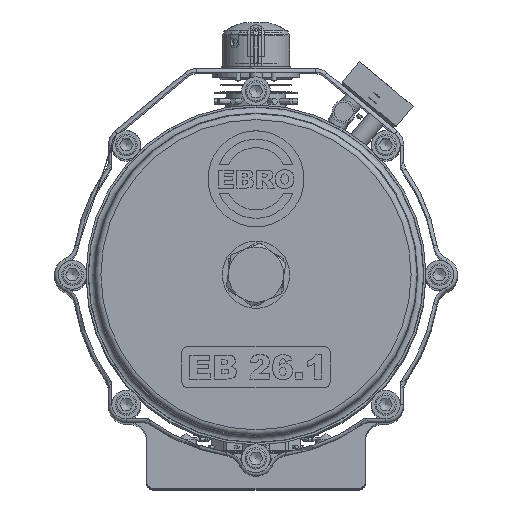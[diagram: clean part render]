
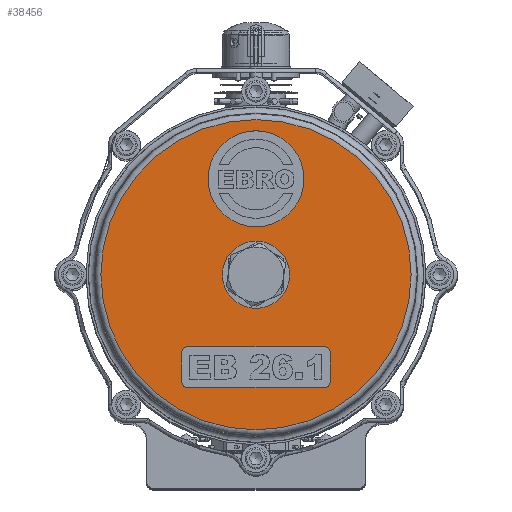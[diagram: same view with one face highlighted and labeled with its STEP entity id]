
A CAD part, top view. The second image highlights one B-rep face of the part: STEP entity #38456.
In plain terms, the highlighted planar face has unit normal (0, 0, 1).
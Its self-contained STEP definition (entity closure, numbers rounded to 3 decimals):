
#1508=LINE('',#67353,#3663);
#1514=LINE('',#67365,#3669);
#1656=LINE('',#68316,#3811);
#1660=LINE('',#68331,#3815);
#3663=VECTOR('',#48077,10.);
#3669=VECTOR('',#48085,10.);
#3811=VECTOR('',#48321,10.);
#3815=VECTOR('',#48339,10.);
#7355=FACE_BOUND('',#12491,.T.);
#7356=FACE_BOUND('',#12492,.T.);
#7357=FACE_BOUND('',#12493,.T.);
#9575=FACE_OUTER_BOUND('',#12490,.T.);
#12490=EDGE_LOOP('',(#32262));
#12491=EDGE_LOOP('',(#32263,#32264,#32265,#32266,#32267,#32268,#32269,#32270));
#12492=EDGE_LOOP('',(#32271));
#12493=EDGE_LOOP('',(#32272));
#13912=CIRCLE('',#40811,129.34);
#13916=CIRCLE('',#40818,40.);
#13926=CIRCLE('',#40925,5.);
#13928=CIRCLE('',#40929,5.);
#13930=CIRCLE('',#40932,5.);
#13932=CIRCLE('',#40937,5.);
#14648=CIRCLE('',#42308,28.);
#16583=VERTEX_POINT('',#66457);
#16591=VERTEX_POINT('',#66488);
#16730=VERTEX_POINT('',#67349);
#16732=VERTEX_POINT('',#67352);
#16735=VERTEX_POINT('',#67359);
#16737=VERTEX_POINT('',#67363);
#16873=VERTEX_POINT('',#68309);
#16874=VERTEX_POINT('',#68313);
#16877=VERTEX_POINT('',#68324);
#16878=VERTEX_POINT('',#68328);
#17850=VERTEX_POINT('',#77722);
#20613=EDGE_CURVE('',#16583,#16583,#13912,.T.);
#20621=EDGE_CURVE('',#16591,#16591,#13916,.T.);
#20830=EDGE_CURVE('',#16732,#16730,#1508,.T.);
#20836=EDGE_CURVE('',#16735,#16737,#1514,.T.);
#21042=EDGE_CURVE('',#16873,#16737,#13926,.T.);
#21044=EDGE_CURVE('',#16873,#16874,#1656,.T.);
#21047=EDGE_CURVE('',#16732,#16874,#13928,.T.);
#21050=EDGE_CURVE('',#16877,#16730,#13930,.T.);
#21052=EDGE_CURVE('',#16877,#16878,#1660,.T.);
#21055=EDGE_CURVE('',#16735,#16878,#13932,.T.);
#22752=EDGE_CURVE('',#17850,#17850,#14648,.T.);
#32262=ORIENTED_EDGE('',*,*,#20613,.F.);
#32263=ORIENTED_EDGE('',*,*,#20836,.T.);
#32264=ORIENTED_EDGE('',*,*,#21042,.F.);
#32265=ORIENTED_EDGE('',*,*,#21044,.T.);
#32266=ORIENTED_EDGE('',*,*,#21047,.F.);
#32267=ORIENTED_EDGE('',*,*,#20830,.T.);
#32268=ORIENTED_EDGE('',*,*,#21050,.F.);
#32269=ORIENTED_EDGE('',*,*,#21052,.T.);
#32270=ORIENTED_EDGE('',*,*,#21055,.F.);
#32271=ORIENTED_EDGE('',*,*,#20621,.T.);
#32272=ORIENTED_EDGE('',*,*,#22752,.T.);
#34142=PLANE('',#42307);
#38456=ADVANCED_FACE('',(#9575,#7355,#7356,#7357),#34142,.F.);
#40811=AXIS2_PLACEMENT_3D('',#66458,#47799,#47800);
#40818=AXIS2_PLACEMENT_3D('',#66489,#47813,#47814);
#40925=AXIS2_PLACEMENT_3D('',#68311,#48316,#48317);
#40929=AXIS2_PLACEMENT_3D('',#68320,#48327,#48328);
#40932=AXIS2_PLACEMENT_3D('',#68326,#48334,#48335);
#40937=AXIS2_PLACEMENT_3D('',#68336,#48347,#48348);
#42307=AXIS2_PLACEMENT_3D('',#77721,#51660,#51661);
#42308=AXIS2_PLACEMENT_3D('',#77723,#51662,#51663);
#47799=DIRECTION('center_axis',(0.,0.,-1.));
#47800=DIRECTION('ref_axis',(-1.,0.,0.));
#47813=DIRECTION('center_axis',(0.,0.,-1.));
#47814=DIRECTION('ref_axis',(-1.,0.,0.));
#48077=DIRECTION('',(0.,-1.,0.));
#48085=DIRECTION('',(0.,1.,0.));
#48316=DIRECTION('center_axis',(0.,0.,1.));
#48317=DIRECTION('ref_axis',(-0.707,0.707,0.));
#48321=DIRECTION('',(1.,0.,0.));
#48327=DIRECTION('center_axis',(0.,0.,1.));
#48328=DIRECTION('ref_axis',(0.707,0.707,0.));
#48334=DIRECTION('center_axis',(0.,0.,1.));
#48335=DIRECTION('ref_axis',(0.707,-0.707,0.));
#48339=DIRECTION('',(-1.,0.,0.));
#48347=DIRECTION('center_axis',(0.,0.,1.));
#48348=DIRECTION('ref_axis',(-0.707,-0.707,0.));
#51660=DIRECTION('center_axis',(0.,0.,-1.));
#51661=DIRECTION('ref_axis',(-1.,0.,0.));
#51662=DIRECTION('center_axis',(0.,0.,-1.));
#51663=DIRECTION('ref_axis',(0.,-1.,0.));
#66457=CARTESIAN_POINT('',(129.34,0.,851.));
#66458=CARTESIAN_POINT('Origin',(0.,0.,851.));
#66488=CARTESIAN_POINT('',(40.,80.,851.));
#66489=CARTESIAN_POINT('Origin',(0.,80.,851.));
#67349=CARTESIAN_POINT('',(62.,-89.,851.));
#67352=CARTESIAN_POINT('',(62.,-65.,851.));
#67353=CARTESIAN_POINT('',(62.,-47.,851.));
#67359=CARTESIAN_POINT('',(-62.,-89.,851.));
#67363=CARTESIAN_POINT('',(-62.,-65.,851.));
#67365=CARTESIAN_POINT('',(-62.,-30.,851.));
#68309=CARTESIAN_POINT('',(-57.,-60.,851.));
#68311=CARTESIAN_POINT('Origin',(-57.,-65.,851.));
#68313=CARTESIAN_POINT('',(57.,-60.,851.));
#68316=CARTESIAN_POINT('',(31.,-60.,851.));
#68320=CARTESIAN_POINT('Origin',(57.,-65.,851.));
#68324=CARTESIAN_POINT('',(57.,-94.,851.));
#68326=CARTESIAN_POINT('Origin',(57.,-89.,851.));
#68328=CARTESIAN_POINT('',(-57.,-94.,851.));
#68331=CARTESIAN_POINT('',(-31.,-94.,851.));
#68336=CARTESIAN_POINT('Origin',(-57.,-89.,851.));
#77721=CARTESIAN_POINT('Origin',(0.,0.,851.));
#77722=CARTESIAN_POINT('',(0.,28.,851.));
#77723=CARTESIAN_POINT('Origin',(0.,0.,851.));
